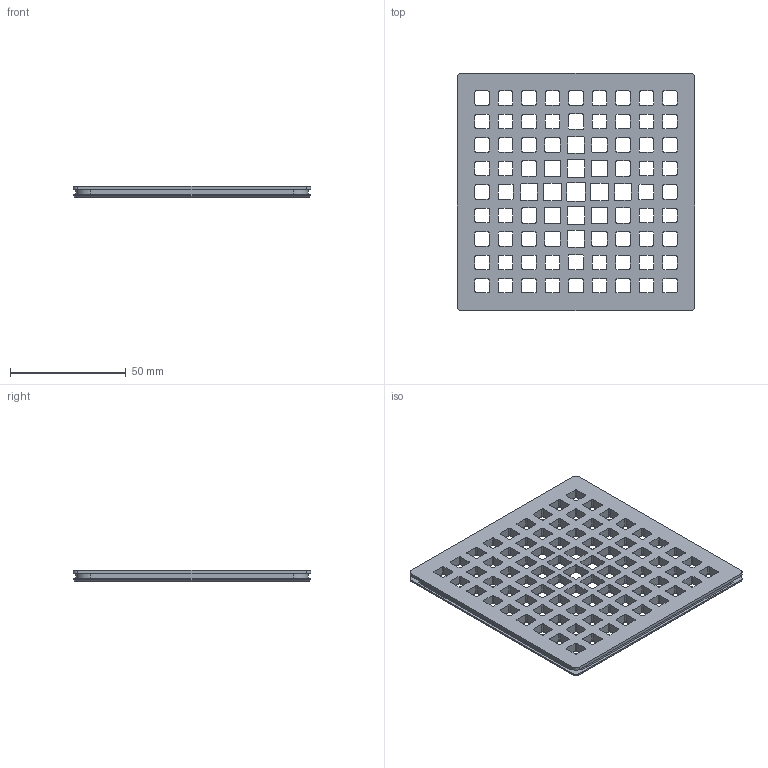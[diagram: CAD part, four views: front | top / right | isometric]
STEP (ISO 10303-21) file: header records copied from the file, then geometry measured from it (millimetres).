
FILE_DESCRIPTION((''),'2;1');
FILE_NAME('51006','2021-09-17T12:09:15',('rsmith'),(''),'CREO PARAMETRIC BY PTC INC, 2018400','CREO PARAMETRIC BY PTC INC, 2018400','');
FILE_SCHEMA(('AUTOMOTIVE_DESIGN { 1 0 10303 214 1 1 1 1 }'));
Products named in the file (1): 51006
Bounding box: 102.74 x 102.74 x 4.78 mm (x, y, z)
Volume: 31007.9 mm3; surface area: 26026.2 mm2
Topology: 1 solids, 1 shells, 1332 faces, 3328 edges, 2000 vertices
Faces by surface type: cylinder 660, plane 344, bspline 324, cone 4
Entity records: 63577 total; most frequent: CARTESIAN_POINT 24320, ORIENTED_EDGE 6656, DIRECTION 5048, PRESENTATION_STYLE_ASSIGNMENT 3329, STYLED_ITEM 3329, CURVE_STYLE 3328, EDGE_CURVE 3328, VERTEX_POINT 2000
